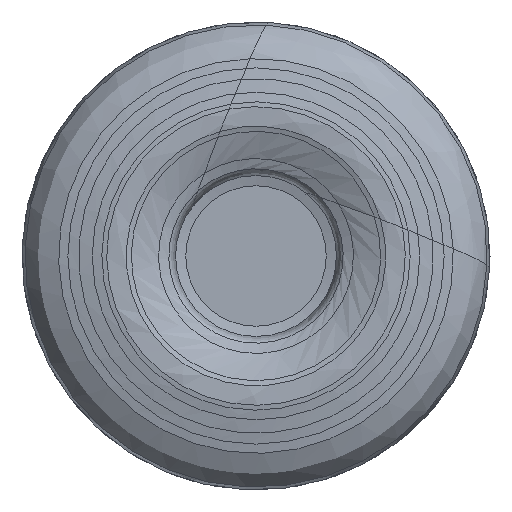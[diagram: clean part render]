
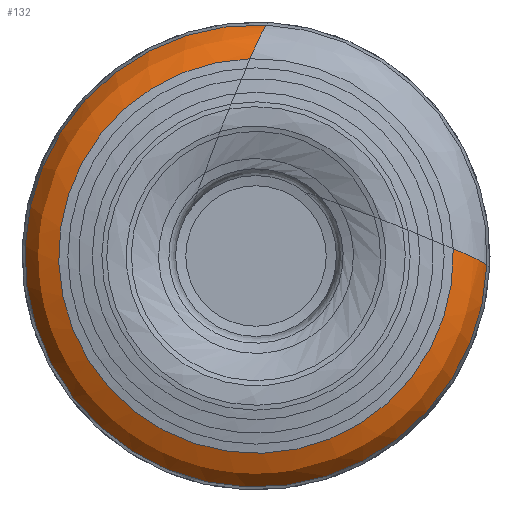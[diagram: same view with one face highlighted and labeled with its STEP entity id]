
A CAD part, left-side view. The second image highlights one B-rep face of the part: STEP entity #132.
In plain terms, the highlighted free-form (B-spline) face has degree [3, 3] with [10, 7] control points.
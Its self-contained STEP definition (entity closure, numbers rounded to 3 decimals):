
#102=B_SPLINE_CURVE_WITH_KNOTS('',3,(#1347,#1348,#1349,#1350,#1351,#1352,
#1353,#1354,#1355,#1356),.UNSPECIFIED.,.F.,.F.,(4,2,2,2,4),(0.,0.25,
0.5,0.75,1.),.UNSPECIFIED.);
#103=B_SPLINE_CURVE_WITH_KNOTS('',3,(#1357,#1358,#1359,#1360,#1361,#1362,
#1363,#1364,#1365,#1366),.UNSPECIFIED.,.F.,.F.,(4,2,2,2,4),(0.,0.25,
0.5,0.75,1.),.UNSPECIFIED.);
#132=ADVANCED_FACE('',(#230),#188,.F.);
#188=(
BOUNDED_SURFACE()
B_SPLINE_SURFACE(3,3,((#1367,#1368,#1369,#1370,#1371,#1372,#1373),(#1374,
#1375,#1376,#1377,#1378,#1379,#1380),(#1381,#1382,#1383,#1384,#1385,#1386,
#1387),(#1388,#1389,#1390,#1391,#1392,#1393,#1394),(#1395,#1396,#1397,#1398,
#1399,#1400,#1401),(#1402,#1403,#1404,#1405,#1406,#1407,#1408),(#1409,#1410,
#1411,#1412,#1413,#1414,#1415),(#1416,#1417,#1418,#1419,#1420,#1421,#1422),
(#1423,#1424,#1425,#1426,#1427,#1428,#1429),(#1430,#1431,#1432,#1433,#1434,
#1435,#1436)),.UNSPECIFIED.,.F.,.F.,.F.)
B_SPLINE_SURFACE_WITH_KNOTS((4,2,2,2,4),(4,3,4),(0.,0.25,0.5,
0.75,1.),(0.,0.5,1.),.UNSPECIFIED.)
GEOMETRIC_REPRESENTATION_ITEM()
RATIONAL_B_SPLINE_SURFACE(((1.,0.587,0.587,1.,0.587,
0.587,1.),(1.,0.587,0.587,1.,0.587,
0.587,1.),(1.,0.587,0.587,1.,0.587,
0.587,1.),(1.,0.587,0.587,1.,0.587,
0.587,1.),(1.,0.587,0.587,1.,0.587,
0.587,1.),(1.,0.587,0.587,1.,0.587,
0.587,1.),(1.,0.587,0.587,1.,0.587,
0.587,1.),(1.,0.587,0.587,1.,0.587,
0.587,1.),(1.,0.587,0.587,1.,0.587,
0.587,1.),(1.,0.587,0.587,1.,0.587,
0.587,1.)))
REPRESENTATION_ITEM('')
SURFACE()
);
#230=FACE_OUTER_BOUND('',#274,.T.);
#274=EDGE_LOOP('',(#421,#422,#423,#424));
#343=CIRCLE('',#761,4.217);
#344=CIRCLE('',#762,4.938);
#421=ORIENTED_EDGE('',*,*,#662,.F.);
#422=ORIENTED_EDGE('',*,*,#663,.T.);
#423=ORIENTED_EDGE('',*,*,#659,.T.);
#424=ORIENTED_EDGE('',*,*,#664,.T.);
#597=VERTEX_POINT('',#1306);
#598=VERTEX_POINT('',#1307);
#599=VERTEX_POINT('',#1345);
#600=VERTEX_POINT('',#1346);
#659=EDGE_CURVE('',#597,#598,#343,.T.);
#662=EDGE_CURVE('',#599,#600,#344,.T.);
#663=EDGE_CURVE('',#599,#597,#102,.T.);
#664=EDGE_CURVE('',#598,#600,#103,.T.);
#761=AXIS2_PLACEMENT_3D('',#1305,#843,#844);
#762=AXIS2_PLACEMENT_3D('',#1344,#845,#846);
#843=DIRECTION('',(1.,0.,0.));
#844=DIRECTION('',(0.,-0.999,0.036));
#845=DIRECTION('',(1.,0.,0.));
#846=DIRECTION('',(0.,-0.999,-0.038));
#1305=CARTESIAN_POINT('',(0.215,0.,0.));
#1306=CARTESIAN_POINT('',(0.215,-4.214,0.154));
#1307=CARTESIAN_POINT('',(0.215,0.127,4.215));
#1344=CARTESIAN_POINT('',(0.843,0.,0.));
#1345=CARTESIAN_POINT('',(0.843,-4.935,-0.189));
#1346=CARTESIAN_POINT('',(0.843,-0.221,4.933));
#1347=CARTESIAN_POINT('',(0.843,-4.935,-0.189));
#1348=CARTESIAN_POINT('',(0.762,-4.905,-0.17));
#1349=CARTESIAN_POINT('',(0.687,-4.867,-0.147));
#1350=CARTESIAN_POINT('',(0.548,-4.772,-0.097));
#1351=CARTESIAN_POINT('',(0.484,-4.715,-0.069));
#1352=CARTESIAN_POINT('',(0.376,-4.59,-0.009));
#1353=CARTESIAN_POINT('',(0.329,-4.521,0.022));
#1354=CARTESIAN_POINT('',(0.256,-4.373,0.087));
#1355=CARTESIAN_POINT('',(0.23,-4.296,0.12));
#1356=CARTESIAN_POINT('',(0.215,-4.214,0.154));
#1357=CARTESIAN_POINT('',(0.215,0.127,4.215));
#1358=CARTESIAN_POINT('',(0.23,0.093,4.296));
#1359=CARTESIAN_POINT('',(0.256,0.059,4.374));
#1360=CARTESIAN_POINT('',(0.329,-0.007,4.521));
#1361=CARTESIAN_POINT('',(0.376,-0.039,4.59));
#1362=CARTESIAN_POINT('',(0.484,-0.099,4.714));
#1363=CARTESIAN_POINT('',(0.548,-0.128,4.771));
#1364=CARTESIAN_POINT('',(0.687,-0.179,4.866));
#1365=CARTESIAN_POINT('',(0.762,-0.201,4.904));
#1366=CARTESIAN_POINT('',(0.843,-0.221,4.933));
#1367=CARTESIAN_POINT('',(0.215,-4.214,0.154));
#1368=CARTESIAN_POINT('',(0.215,-4.376,-4.268));
#1369=CARTESIAN_POINT('',(0.215,-0.35,-6.102));
#1370=CARTESIAN_POINT('',(0.215,2.881,-3.08));
#1371=CARTESIAN_POINT('',(0.215,6.112,-0.057));
#1372=CARTESIAN_POINT('',(0.215,4.549,4.082));
#1373=CARTESIAN_POINT('',(0.215,0.127,4.215));
#1374=CARTESIAN_POINT('',(0.23,-4.296,0.12));
#1375=CARTESIAN_POINT('',(0.23,-4.422,-4.386));
#1376=CARTESIAN_POINT('',(0.23,-0.304,-6.221));
#1377=CARTESIAN_POINT('',(0.23,2.962,-3.113));
#1378=CARTESIAN_POINT('',(0.23,6.228,-0.005));
#1379=CARTESIAN_POINT('',(0.23,4.6,4.199));
#1380=CARTESIAN_POINT('',(0.23,0.093,4.296));
#1381=CARTESIAN_POINT('',(0.256,-4.373,0.087));
#1382=CARTESIAN_POINT('',(0.256,-4.465,-4.501));
#1383=CARTESIAN_POINT('',(0.256,-0.258,-6.335));
#1384=CARTESIAN_POINT('',(0.256,3.041,-3.144));
#1385=CARTESIAN_POINT('',(0.256,6.34,0.046));
#1386=CARTESIAN_POINT('',(0.256,4.648,4.312));
#1387=CARTESIAN_POINT('',(0.256,0.059,4.374));
#1388=CARTESIAN_POINT('',(0.329,-4.521,0.022));
#1389=CARTESIAN_POINT('',(0.329,-4.544,-4.72));
#1390=CARTESIAN_POINT('',(0.329,-0.168,-6.55));
#1391=CARTESIAN_POINT('',(0.329,3.191,-3.202));
#1392=CARTESIAN_POINT('',(0.329,6.551,0.146));
#1393=CARTESIAN_POINT('',(0.329,4.736,4.528));
#1394=CARTESIAN_POINT('',(0.329,-0.007,4.521));
#1395=CARTESIAN_POINT('',(0.376,-4.59,-0.009));
#1396=CARTESIAN_POINT('',(0.376,-4.581,-4.825));
#1397=CARTESIAN_POINT('',(0.376,-0.124,-6.652));
#1398=CARTESIAN_POINT('',(0.376,3.263,-3.229));
#1399=CARTESIAN_POINT('',(0.376,6.65,0.195));
#1400=CARTESIAN_POINT('',(0.376,4.777,4.631));
#1401=CARTESIAN_POINT('',(0.376,-0.039,4.59));
#1402=CARTESIAN_POINT('',(0.484,-4.715,-0.069));
#1403=CARTESIAN_POINT('',(0.484,-4.643,-5.015));
#1404=CARTESIAN_POINT('',(0.484,-0.042,-6.834));
#1405=CARTESIAN_POINT('',(0.484,3.393,-3.275));
#1406=CARTESIAN_POINT('',(0.484,6.829,0.285));
#1407=CARTESIAN_POINT('',(0.484,4.847,4.818));
#1408=CARTESIAN_POINT('',(0.484,-0.099,4.714));
#1409=CARTESIAN_POINT('',(0.548,-4.772,-0.097));
#1410=CARTESIAN_POINT('',(0.548,-4.67,-5.103));
#1411=CARTESIAN_POINT('',(0.548,-0.003,-6.917));
#1412=CARTESIAN_POINT('',(0.548,3.453,-3.294));
#1413=CARTESIAN_POINT('',(0.548,6.909,0.329));
#1414=CARTESIAN_POINT('',(0.548,4.878,4.905));
#1415=CARTESIAN_POINT('',(0.548,-0.128,4.771));
#1416=CARTESIAN_POINT('',(0.687,-4.867,-0.147));
#1417=CARTESIAN_POINT('',(0.687,-4.712,-5.253));
#1418=CARTESIAN_POINT('',(0.687,0.067,-7.056));
#1419=CARTESIAN_POINT('',(0.687,3.556,-3.325));
#1420=CARTESIAN_POINT('',(0.687,7.045,0.405));
#1421=CARTESIAN_POINT('',(0.687,4.926,5.053));
#1422=CARTESIAN_POINT('',(0.687,-0.179,4.866));
#1423=CARTESIAN_POINT('',(0.762,-4.905,-0.17));
#1424=CARTESIAN_POINT('',(0.762,-4.727,-5.316));
#1425=CARTESIAN_POINT('',(0.762,0.099,-7.113));
#1426=CARTESIAN_POINT('',(0.762,3.6,-3.337));
#1427=CARTESIAN_POINT('',(0.762,7.1,0.439));
#1428=CARTESIAN_POINT('',(0.762,4.944,5.115));
#1429=CARTESIAN_POINT('',(0.762,-0.201,4.904));
#1430=CARTESIAN_POINT('',(0.843,-4.935,-0.189));
#1431=CARTESIAN_POINT('',(0.843,-4.736,-5.366));
#1432=CARTESIAN_POINT('',(0.843,0.125,-7.156));
#1433=CARTESIAN_POINT('',(0.843,3.634,-3.344));
#1434=CARTESIAN_POINT('',(0.843,7.142,0.468));
#1435=CARTESIAN_POINT('',(0.843,4.955,5.165));
#1436=CARTESIAN_POINT('',(0.843,-0.221,4.933));
